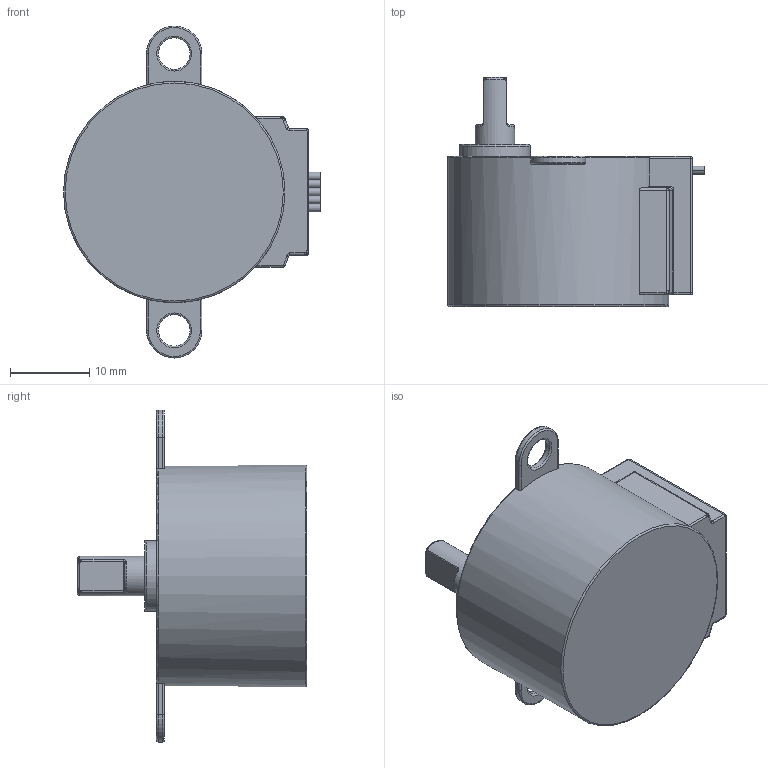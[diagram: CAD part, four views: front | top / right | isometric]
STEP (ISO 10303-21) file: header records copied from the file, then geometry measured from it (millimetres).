
FILE_DESCRIPTION(/* description */ (''),/* implementation_level */ '2;1');
FILE_NAME(/* name */ 'Stepper_28BYJ-48.stp',/* time_stamp */ '2020-12-14T21:05:54+02:00',/* author */ ('Radu'),/* organization */ (''),/* preprocessor_version */ 'ST-DEVELOPER v18',/* originating_system */ 'Autodesk Inventor 2020',/* authorisation */ '');
FILE_SCHEMA (('AUTOMOTIVE_DESIGN { 1 0 10303 214 3 1 1 }'));
Length unit declared in the file: millimetre
Products named in the file (1): Stepper_28BYJ-48
Bounding box: 32.5 x 29 x 42 mm (x, y, z)
Volume: 12781.1 mm3; surface area: 4507 mm2
Topology: 8 solids, 8 shells, 169 faces, 409 edges, 257 vertices
Faces by surface type: cylinder 54, plane 48, bspline 44, torus 18, sphere 5
Full cylindrical faces by diameter (mm): 1 x1, 4 x2, 5 x1, 9 x1, 28 x1
Entity records: 7956 total; most frequent: CARTESIAN_POINT 3982, ORIENTED_EDGE 816, DIRECTION 739, EDGE_CURVE 408, AXIS2_PLACEMENT_3D 303, VERTEX_POINT 257, EDGE_LOOP 177, CIRCLE 171
